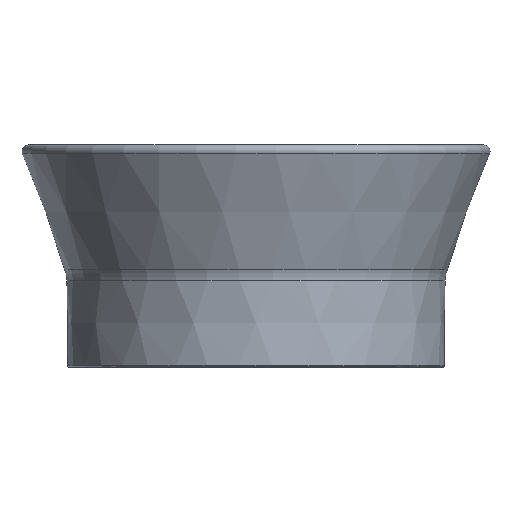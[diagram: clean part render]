
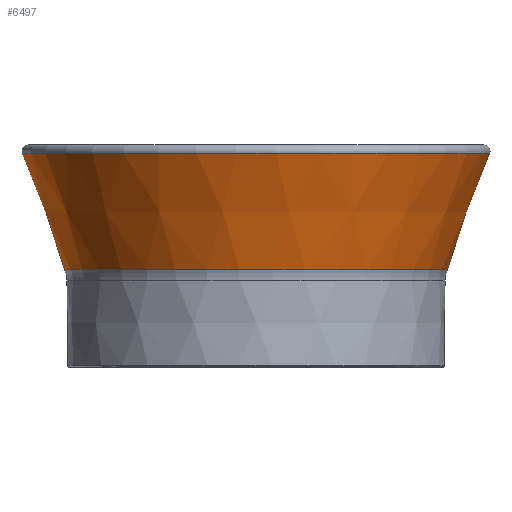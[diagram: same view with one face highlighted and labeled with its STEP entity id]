
A CAD part, top view. The second image highlights one B-rep face of the part: STEP entity #6497.
In plain terms, the highlighted conical face has half-angle 19.977 degrees and reference radius 71.54 mm.
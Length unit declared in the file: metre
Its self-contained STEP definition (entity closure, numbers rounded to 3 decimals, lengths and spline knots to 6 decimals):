
#13=CONICAL_SURFACE('',#7161,0.071541,0.349);
#1301=B_SPLINE_CURVE_WITH_KNOTS('',3,(#14338,#14339,#14340,#14341),
 .UNSPECIFIED.,.F.,.F.,(4,4),(0.00286,0.040217),
 .UNSPECIFIED.);
#1306=B_SPLINE_CURVE_WITH_KNOTS('',3,(#14402,#14403,#14404,#14405),
 .UNSPECIFIED.,.F.,.F.,(4,4),(0.00172,0.039076),
 .UNSPECIFIED.);
#2628=ORIENTED_EDGE('',*,*,#3505,.T.);
#2629=ORIENTED_EDGE('',*,*,#4216,.T.);
#2630=ORIENTED_EDGE('',*,*,#3341,.T.);
#2631=ORIENTED_EDGE('',*,*,#4208,.T.);
#3341=EDGE_CURVE('',#4336,#4342,#4908,.T.);
#3505=EDGE_CURVE('',#4463,#4461,#4975,.T.);
#4208=EDGE_CURVE('',#4342,#4463,#1301,.T.);
#4216=EDGE_CURVE('',#4461,#4336,#1306,.T.);
#4336=VERTEX_POINT('',#8821);
#4342=VERTEX_POINT('',#8859);
#4461=VERTEX_POINT('',#10006);
#4463=VERTEX_POINT('',#10015);
#4908=CIRCLE('',#6632,0.070565);
#4975=CIRCLE('',#6726,0.057828);
#5565=EDGE_LOOP('',(#2628,#2629,#2630,#2631));
#6004=FACE_BOUND('',#5565,.T.);
#6497=ADVANCED_FACE('',(#6004),#13,.T.);
#6632=AXIS2_PLACEMENT_3D('',#8860,#7273,#7274);
#6726=AXIS2_PLACEMENT_3D('',#10018,#7485,#7486);
#7161=AXIS2_PLACEMENT_3D('',#14492,#8573,#8574);
#7273=DIRECTION('',(0.,-1.,0.));
#7274=DIRECTION('',(0.,0.,-1.));
#7485=DIRECTION('',(0.,1.,0.));
#7486=DIRECTION('',(0.,0.,1.));
#8573=DIRECTION('',(0.,1.,0.));
#8574=DIRECTION('',(0.,0.,1.));
#8821=CARTESIAN_POINT('',(0.051785,0.039317,-0.047935));
#8859=CARTESIAN_POINT('',(-0.051785,0.039317,-0.047935));
#8860=CARTESIAN_POINT('',(0.,0.039317,0.));
#10006=CARTESIAN_POINT('',(0.040972,0.004277,-0.040809));
#10015=CARTESIAN_POINT('',(-0.040972,0.004277,-0.040809));
#10018=CARTESIAN_POINT('',(0.,0.004277,0.));
#14338=CARTESIAN_POINT('',(-0.051785,0.039317,-0.047935));
#14339=CARTESIAN_POINT('',(-0.048156,0.027635,-0.045605));
#14340=CARTESIAN_POINT('',(-0.044548,0.015955,-0.043234));
#14341=CARTESIAN_POINT('',(-0.040972,0.004277,-0.040809));
#14402=CARTESIAN_POINT('',(0.040972,0.004277,-0.040809));
#14403=CARTESIAN_POINT('',(0.044548,0.015955,-0.043234));
#14404=CARTESIAN_POINT('',(0.048156,0.027635,-0.045605));
#14405=CARTESIAN_POINT('',(0.051785,0.039317,-0.047935));
#14492=CARTESIAN_POINT('',(0.,0.042,0.));
